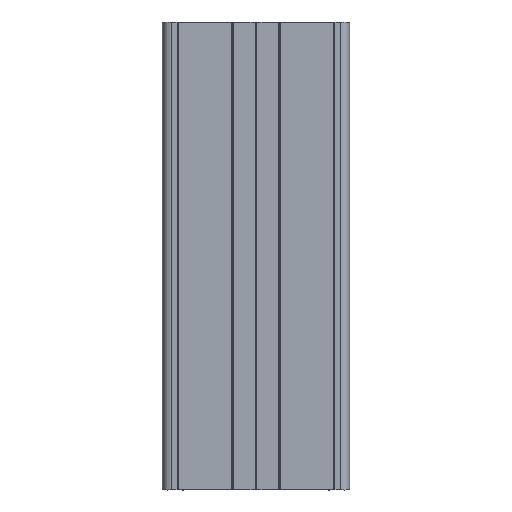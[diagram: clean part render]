
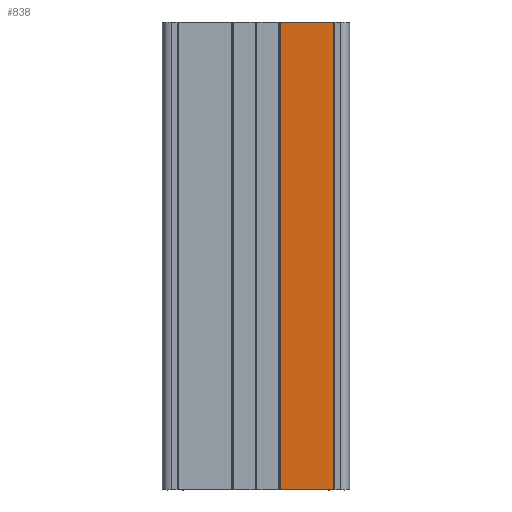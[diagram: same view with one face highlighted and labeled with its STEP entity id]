
A CAD part, top view. The second image highlights one B-rep face of the part: STEP entity #838.
In plain terms, the highlighted planar face has unit normal (0, 0, 1).
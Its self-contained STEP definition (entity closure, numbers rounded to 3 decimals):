
#46 = EDGE_CURVE ( 'NONE', #3158, #3308, #2747, .T. ) ;
#94 = EDGE_CURVE ( 'NONE', #115, #3308, #2880, .T. ) ;
#115 = VERTEX_POINT ( 'NONE', #2449 ) ;
#222 = DIRECTION ( 'NONE',  ( 1., 0., 0. ) ) ;
#366 = EDGE_CURVE ( 'NONE', #3263, #3158, #2604, .T. ) ;
#478 = VECTOR ( 'NONE', #2748, 1000. ) ;
#584 = CARTESIAN_POINT ( 'NONE',  ( 10.361, 0., 40. ) ) ;
#838 = ADVANCED_FACE ( 'NONE', ( #2265 ), #2487, .T. ) ;
#839 = EDGE_CURVE ( 'NONE', #115, #3263, #2690, .T. ) ;
#1007 = ORIENTED_EDGE ( 'NONE', *, *, #46, .T. ) ;
#1189 = CARTESIAN_POINT ( 'NONE',  ( 10.361, 0., 40. ) ) ;
#1193 = CARTESIAN_POINT ( 'NONE',  ( 10.361, 0., 40. ) ) ;
#1336 = VECTOR ( 'NONE', #2462, 1000. ) ;
#1612 = EDGE_LOOP ( 'NONE', ( #2263, #1007, #2927, #1804 ) ) ;
#1804 = ORIENTED_EDGE ( 'NONE', *, *, #839, .T. ) ;
#1821 = DIRECTION ( 'NONE',  ( 1., 0., 0. ) ) ;
#2263 = ORIENTED_EDGE ( 'NONE', *, *, #366, .T. ) ;
#2265 = FACE_OUTER_BOUND ( 'NONE', #1612, .T. ) ;
#2449 = CARTESIAN_POINT ( 'NONE',  ( 10.361, 200., 40. ) ) ;
#2462 = DIRECTION ( 'NONE',  ( 1., 0., 0. ) ) ;
#2487 = PLANE ( 'NONE',  #2771 ) ;
#2509 = CARTESIAN_POINT ( 'NONE',  ( 10.361, 0., 40. ) ) ;
#2513 = VECTOR ( 'NONE', #1821, 1000. ) ;
#2604 = LINE ( 'NONE', #1193, #2513 ) ;
#2690 = LINE ( 'NONE', #1189, #478 ) ;
#2747 = LINE ( 'NONE', #3905, #3453 ) ;
#2748 = DIRECTION ( 'NONE',  ( 0., -1., 0. ) ) ;
#2771 = AXIS2_PLACEMENT_3D ( 'NONE', #584, #3371, #222 ) ;
#2880 = LINE ( 'NONE', #3963, #1336 ) ;
#2927 = ORIENTED_EDGE ( 'NONE', *, *, #94, .F. ) ;
#2981 = DIRECTION ( 'NONE',  ( 0., 1., 0. ) ) ;
#3158 = VERTEX_POINT ( 'NONE', #3675 ) ;
#3263 = VERTEX_POINT ( 'NONE', #2509 ) ;
#3308 = VERTEX_POINT ( 'NONE', #3513 ) ;
#3371 = DIRECTION ( 'NONE',  ( 0., 0., 1. ) ) ;
#3453 = VECTOR ( 'NONE', #2981, 1000. ) ;
#3513 = CARTESIAN_POINT ( 'NONE',  ( 33.039, 200., 40. ) ) ;
#3675 = CARTESIAN_POINT ( 'NONE',  ( 33.039, 0., 40. ) ) ;
#3905 = CARTESIAN_POINT ( 'NONE',  ( 33.039, 0., 40. ) ) ;
#3963 = CARTESIAN_POINT ( 'NONE',  ( 0., 200., 40. ) ) ;
